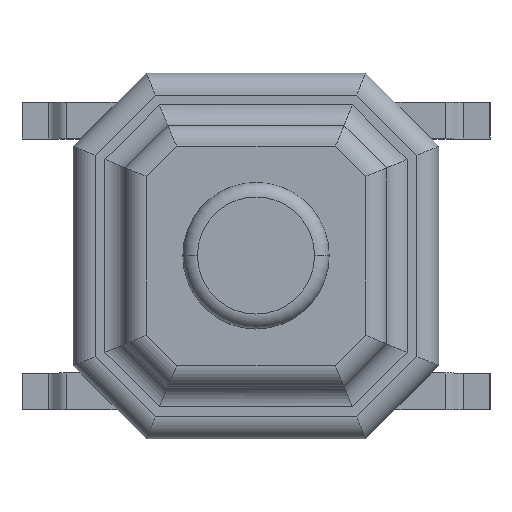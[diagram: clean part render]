
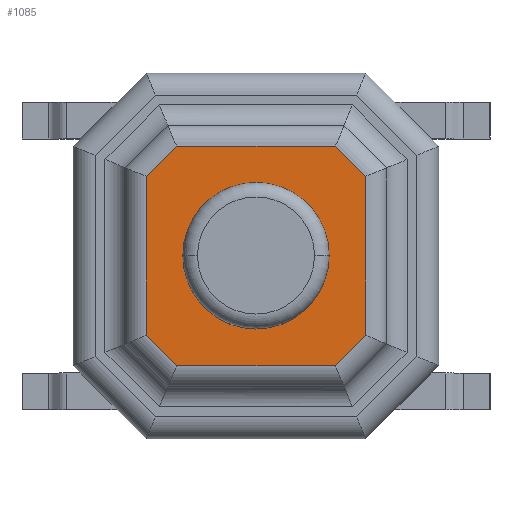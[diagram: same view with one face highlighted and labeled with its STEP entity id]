
A CAD part, top view. The second image highlights one B-rep face of the part: STEP entity #1085.
In plain terms, the highlighted planar face has unit normal (0, 0, 1).
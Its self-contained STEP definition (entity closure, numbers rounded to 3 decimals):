
#43 = VECTOR ( 'NONE', #2175, 1000. ) ;
#48 = VERTEX_POINT ( 'NONE', #2608 ) ;
#61 = DIRECTION ( 'NONE',  ( 1., 0., 0. ) ) ;
#70 = CARTESIAN_POINT ( 'NONE',  ( 1.086, -1.5, 1.2 ) ) ;
#138 = VECTOR ( 'NONE', #2047, 1000. ) ;
#271 = VERTEX_POINT ( 'NONE', #2174 ) ;
#272 = VERTEX_POINT ( 'NONE', #2649 ) ;
#298 = LINE ( 'NONE', #1664, #1786 ) ;
#306 = CARTESIAN_POINT ( 'NONE',  ( 1.5, 1.21, 1.2 ) ) ;
#364 = DIRECTION ( 'NONE',  ( 0., 1., 0. ) ) ;
#381 = VECTOR ( 'NONE', #1941, 1000. ) ;
#424 = CARTESIAN_POINT ( 'NONE',  ( -1.086, 1.5, 1.2 ) ) ;
#512 = EDGE_LOOP ( 'NONE', ( #1872, #1663, #1578, #782, #2843, #1066, #1256, #932 ) ) ;
#542 = CARTESIAN_POINT ( 'NONE',  ( 1.086, 1.5, 1.2 ) ) ;
#586 = DIRECTION ( 'NONE',  ( 1., 0., 0. ) ) ;
#617 = VERTEX_POINT ( 'NONE', #2060 ) ;
#641 = LINE ( 'NONE', #1967, #43 ) ;
#703 = LINE ( 'NONE', #2704, #138 ) ;
#738 = CARTESIAN_POINT ( 'NONE',  ( -1.5, 1.086, 1.2 ) ) ;
#770 = EDGE_CURVE ( 'NONE', #2778, #1840, #298, .T. ) ;
#782 = ORIENTED_EDGE ( 'NONE', *, *, #2056, .T. ) ;
#834 = EDGE_CURVE ( 'NONE', #1840, #48, #641, .T. ) ;
#865 = DIRECTION ( 'NONE',  ( -1., 0., 0. ) ) ;
#897 = AXIS2_PLACEMENT_3D ( 'NONE', #999, #2815, #586 ) ;
#932 = ORIENTED_EDGE ( 'NONE', *, *, #1958, .T. ) ;
#933 = CARTESIAN_POINT ( 'NONE',  ( 0., 0., 1.2 ) ) ;
#961 = LINE ( 'NONE', #306, #1088 ) ;
#988 = LINE ( 'NONE', #2081, #2377 ) ;
#997 = DIRECTION ( 'NONE',  ( 0., 0., 1. ) ) ;
#999 = CARTESIAN_POINT ( 'NONE',  ( 0., 0., 1.2 ) ) ;
#1038 = DIRECTION ( 'NONE',  ( 0.707, 0.707, 0. ) ) ;
#1066 = ORIENTED_EDGE ( 'NONE', *, *, #2554, .T. ) ;
#1085 = ADVANCED_FACE ( 'NONE', ( #1823, #2695 ), #2774, .T. ) ;
#1088 = VECTOR ( 'NONE', #364, 1000. ) ;
#1153 = DIRECTION ( 'NONE',  ( 0., 0., 1. ) ) ;
#1195 = EDGE_CURVE ( 'NONE', #1839, #2778, #2048, .T. ) ;
#1207 = DIRECTION ( 'NONE',  ( -0.707, -0.707, 0. ) ) ;
#1223 = CIRCLE ( 'NONE', #2053, 1. ) ;
#1256 = ORIENTED_EDGE ( 'NONE', *, *, #1896, .T. ) ;
#1278 = CARTESIAN_POINT ( 'NONE',  ( 1., 0., 1.2 ) ) ;
#1424 = VECTOR ( 'NONE', #865, 1000. ) ;
#1498 = CARTESIAN_POINT ( 'NONE',  ( -0.998, -1.588, 1.2 ) ) ;
#1578 = ORIENTED_EDGE ( 'NONE', *, *, #834, .T. ) ;
#1663 = ORIENTED_EDGE ( 'NONE', *, *, #770, .T. ) ;
#1664 = CARTESIAN_POINT ( 'NONE',  ( -1.588, 0.998, 1.2 ) ) ;
#1714 = VERTEX_POINT ( 'NONE', #2584 ) ;
#1732 = CARTESIAN_POINT ( 'NONE',  ( -1.21, 1.5, 1.2 ) ) ;
#1748 = AXIS2_PLACEMENT_3D ( 'NONE', #933, #997, #2557 ) ;
#1786 = VECTOR ( 'NONE', #1207, 1000. ) ;
#1823 = FACE_OUTER_BOUND ( 'NONE', #512, .T. ) ;
#1839 = VERTEX_POINT ( 'NONE', #542 ) ;
#1840 = VERTEX_POINT ( 'NONE', #738 ) ;
#1872 = ORIENTED_EDGE ( 'NONE', *, *, #1195, .T. ) ;
#1887 = LINE ( 'NONE', #1498, #381 ) ;
#1896 = EDGE_CURVE ( 'NONE', #1714, #617, #961, .T. ) ;
#1914 = ORIENTED_EDGE ( 'NONE', *, *, #2171, .F. ) ;
#1925 = DIRECTION ( 'NONE',  ( 1., 0., 0. ) ) ;
#1941 = DIRECTION ( 'NONE',  ( 0.707, -0.707, 0. ) ) ;
#1958 = EDGE_CURVE ( 'NONE', #617, #1839, #703, .T. ) ;
#1967 = CARTESIAN_POINT ( 'NONE',  ( -1.5, -1.21, 1.2 ) ) ;
#2047 = DIRECTION ( 'NONE',  ( -0.707, 0.707, 0. ) ) ;
#2048 = LINE ( 'NONE', #1732, #1424 ) ;
#2053 = AXIS2_PLACEMENT_3D ( 'NONE', #2079, #1153, #61 ) ;
#2056 = EDGE_CURVE ( 'NONE', #48, #272, #1887, .T. ) ;
#2060 = CARTESIAN_POINT ( 'NONE',  ( 1.5, 1.086, 1.2 ) ) ;
#2079 = CARTESIAN_POINT ( 'NONE',  ( 0., 0., 1.2 ) ) ;
#2081 = CARTESIAN_POINT ( 'NONE',  ( 1.21, -1.5, 1.2 ) ) ;
#2098 = VECTOR ( 'NONE', #1038, 1000. ) ;
#2171 = EDGE_CURVE ( 'NONE', #2783, #271, #2382, .T. ) ;
#2174 = CARTESIAN_POINT ( 'NONE',  ( -1., 0., 1.2 ) ) ;
#2175 = DIRECTION ( 'NONE',  ( 0., -1., 0. ) ) ;
#2355 = EDGE_CURVE ( 'NONE', #272, #2461, #988, .T. ) ;
#2377 = VECTOR ( 'NONE', #1925, 1000. ) ;
#2382 = CIRCLE ( 'NONE', #1748, 1. ) ;
#2410 = CARTESIAN_POINT ( 'NONE',  ( 1.588, -0.998, 1.2 ) ) ;
#2424 = ORIENTED_EDGE ( 'NONE', *, *, #2467, .F. ) ;
#2461 = VERTEX_POINT ( 'NONE', #70 ) ;
#2467 = EDGE_CURVE ( 'NONE', #271, #2783, #1223, .T. ) ;
#2554 = EDGE_CURVE ( 'NONE', #2461, #1714, #2890, .T. ) ;
#2557 = DIRECTION ( 'NONE',  ( 1., 0., 0. ) ) ;
#2584 = CARTESIAN_POINT ( 'NONE',  ( 1.5, -1.086, 1.2 ) ) ;
#2608 = CARTESIAN_POINT ( 'NONE',  ( -1.5, -1.086, 1.2 ) ) ;
#2649 = CARTESIAN_POINT ( 'NONE',  ( -1.086, -1.5, 1.2 ) ) ;
#2695 = FACE_BOUND ( 'NONE', #2872, .T. ) ;
#2704 = CARTESIAN_POINT ( 'NONE',  ( 0.998, 1.588, 1.2 ) ) ;
#2774 = PLANE ( 'NONE',  #897 ) ;
#2778 = VERTEX_POINT ( 'NONE', #424 ) ;
#2783 = VERTEX_POINT ( 'NONE', #1278 ) ;
#2815 = DIRECTION ( 'NONE',  ( 0., 0., 1. ) ) ;
#2843 = ORIENTED_EDGE ( 'NONE', *, *, #2355, .T. ) ;
#2872 = EDGE_LOOP ( 'NONE', ( #2424, #1914 ) ) ;
#2890 = LINE ( 'NONE', #2410, #2098 ) ;
